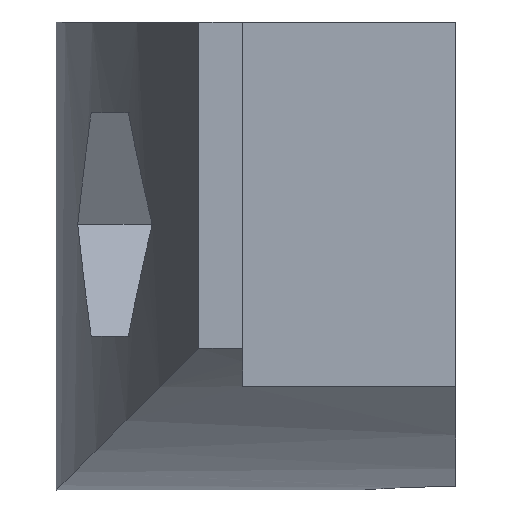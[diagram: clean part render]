
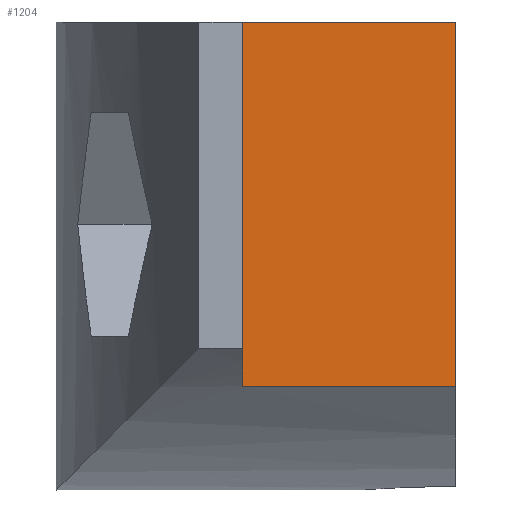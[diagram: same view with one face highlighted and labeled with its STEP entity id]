
A CAD part, left-side view. The second image highlights one B-rep face of the part: STEP entity #1204.
In plain terms, the highlighted planar face has unit normal (-1, 0, 0).
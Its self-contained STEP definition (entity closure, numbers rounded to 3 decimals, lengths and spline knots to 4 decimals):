
#247=PLANE('',#250);
#248=CARTESIAN_POINT('',(1.0747,-0.9543,0.0996));
#249=DIRECTION('',(0.,-1.,0.));
#250=AXIS2_PLACEMENT_3D('',#248,#249,$);
#278=CYLINDRICAL_SURFACE('',#282,2.5);
#279=CARTESIAN_POINT('',(0.102,-0.9543,2.6013));
#280=DIRECTION('',(0.,1.,0.));
#281=DIRECTION('',(-2.5,0.,0.));
#282=AXIS2_PLACEMENT_3D('',#279,#280,#281);
#307=PLANE('',#310);
#308=CARTESIAN_POINT('',(-0.8653,-0.9543,0.0996));
#309=DIRECTION('',(-1.,0.,0.));
#310=AXIS2_PLACEMENT_3D('',#308,#309,$);
#311=LINE('',#313,#314);
#312=DIRECTION('',(0.,-1.,0.));
#313=CARTESIAN_POINT('',(-0.8653,-0.9543,0.296));
#314=VECTOR('',#312,1.);
#315=PLANE('',#318);
#316=CARTESIAN_POINT('',(-0.8653,-0.5543,0.0996));
#317=DIRECTION('',(0.,-1.,0.));
#318=AXIS2_PLACEMENT_3D('',#316,#317,$);
#400=PLANE('',#403);
#401=CARTESIAN_POINT('',(-1.0203,-0.4717,0.9796));
#402=DIRECTION('',(0.,0.,-1.));
#403=AXIS2_PLACEMENT_3D('',#401,#402,$);
#408=LINE('',#410,#411);
#409=DIRECTION('',(0.,0.,1.));
#410=CARTESIAN_POINT('',(-0.8653,-0.9543,0.0996));
#411=VECTOR('',#409,1.);
#566=LINE('',#568,#569);
#567=DIRECTION('',(0.,1.,0.));
#568=CARTESIAN_POINT('',(-0.8653,-0.5543,0.9796));
#569=VECTOR('',#567,1.);
#570=LINE('',#572,#573);
#571=DIRECTION('',(0.,0.,1.));
#572=CARTESIAN_POINT('',(-0.8653,-0.5543,0.0996));
#573=VECTOR('',#571,1.);
#865=VERTEX_POINT('',#866);
#866=CARTESIAN_POINT('',(-0.8653,-0.9543,0.296));
#868=EDGE_CURVE('',#870,#865,#869,.T.);
#869=INTERSECTION_CURVE('',#311,(#278,#307),.CURVE_3D.);
#870=VERTEX_POINT('',#871);
#871=CARTESIAN_POINT('',(-0.8653,-0.5543,0.296));
#935=VERTEX_POINT('',#936);
#936=CARTESIAN_POINT('',(-0.8653,-0.9543,0.9796));
#938=EDGE_CURVE('',#865,#935,#939,.T.);
#939=INTERSECTION_CURVE('',#408,(#247,#307),.CURVE_3D.);
#1204=ADVANCED_FACE('',(#1205),#307,.T.);
#1205=FACE_BOUND('',#1206,.T.);
#1206=EDGE_LOOP('',(#1207,#1208,#1209,#1214));
#1207=ORIENTED_EDGE('',*,*,#868,.T.);
#1208=ORIENTED_EDGE('',*,*,#938,.T.);
#1209=ORIENTED_EDGE('',*,*,#1210,.T.);
#1210=EDGE_CURVE('',#935,#1212,#1211,.T.);
#1211=INTERSECTION_CURVE('',#566,(#307,#400),.CURVE_3D.);
#1212=VERTEX_POINT('',#1213);
#1213=CARTESIAN_POINT('',(-0.8653,-0.5543,0.9796));
#1214=ORIENTED_EDGE('',*,*,#1215,.F.);
#1215=EDGE_CURVE('',#870,#1212,#1216,.T.);
#1216=INTERSECTION_CURVE('',#570,(#307,#315),.CURVE_3D.);
